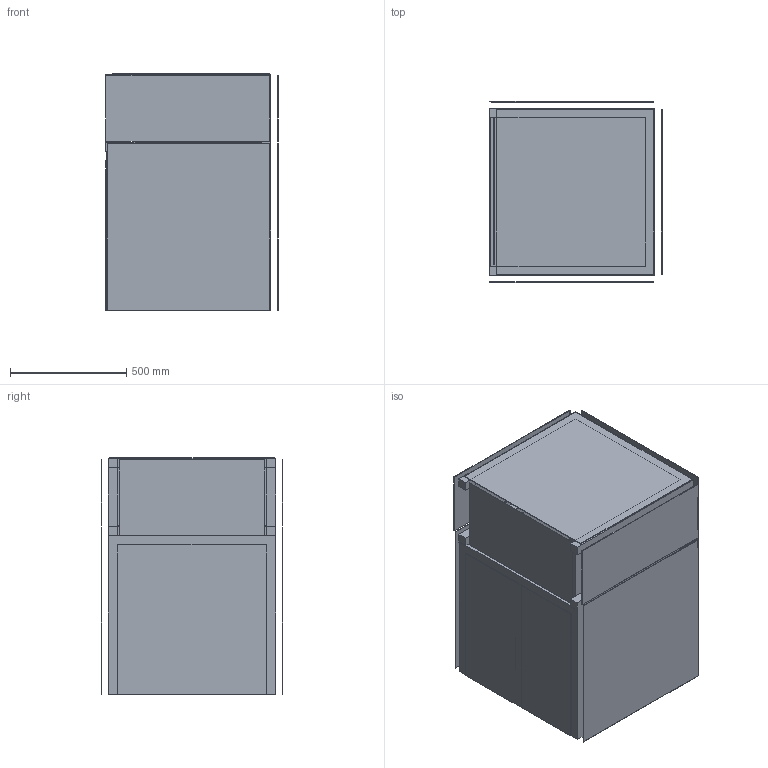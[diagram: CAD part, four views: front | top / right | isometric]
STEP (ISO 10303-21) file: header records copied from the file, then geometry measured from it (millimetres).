
FILE_DESCRIPTION(/* description */ (''),/* implementation_level */ '2;1');
FILE_NAME(/* name */ 'MeasChamV4_Sim_Vereinfachung_Stufe2.stp',/* time_stamp */ '2024-10-08T17:30:09+02:00',/* author */ ('Nils Bade'),/* organization */ (''),/* preprocessor_version */ 'ST-DEVELOPER v19',/* originating_system */ 'Autodesk Inventor 2023',/* authorisation */ '');
FILE_SCHEMA (('AUTOMOTIVE_DESIGN { 1 0 10303 214 3 1 1 }'));
Length unit declared in the file: millimetre
Products named in the file (1): MeasurementChamber V4 - SimulationAssembly_Vereinfachen_Stufe2
Bounding box: 742 x 782 x 1019.15 mm (x, y, z)
Volume: 25133635.8 mm3; surface area: 8436083.9 mm2
Topology: 11 solids, 11 shells, 111 faces, 254 edges, 162 vertices
Faces by surface type: plane 111
Entity records: 3104 total; most frequent: CARTESIAN_POINT 528, ORIENTED_EDGE 508, DIRECTION 478, LINE 254, VECTOR 254, EDGE_CURVE 254, VERTEX_POINT 162, EDGE_LOOP 114
